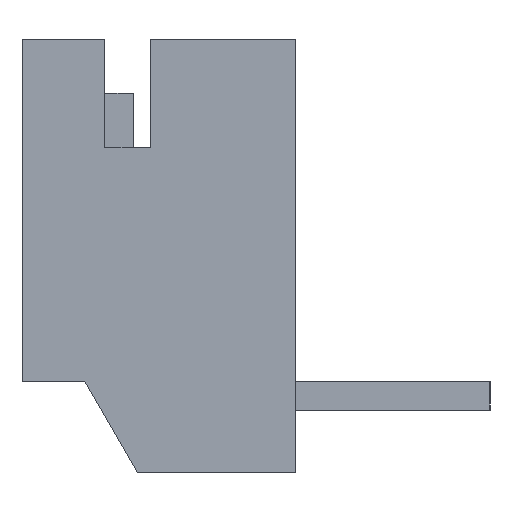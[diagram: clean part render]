
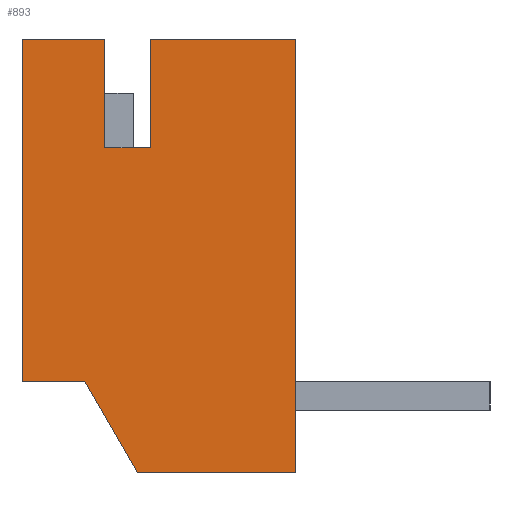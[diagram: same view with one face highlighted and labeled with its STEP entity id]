
A CAD part, left-side view. The second image highlights one B-rep face of the part: STEP entity #893.
In plain terms, the highlighted planar face has unit normal (-1, 0, 0).
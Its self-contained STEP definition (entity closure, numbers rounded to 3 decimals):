
#885 = VERTEX_POINT ( 'NONE', #4366 ) ;
#889 = ORIENTED_EDGE ( 'NONE', *, *, #6481, .T. ) ;
#890 = ORIENTED_EDGE ( 'NONE', *, *, #1200, .T. ) ;
#893 = ADVANCED_FACE ( 'NONE', ( #4355 ), #4350, .T. ) ;
#896 = EDGE_LOOP ( 'NONE', ( #1496, #1497, #1196, #1197, #889, #890, #905, #1486, #1488, #1489 ) ) ;
#905 = ORIENTED_EDGE ( 'NONE', *, *, #906, .T. ) ;
#906 = EDGE_CURVE ( 'NONE', #885, #907, #4374, .T. ) ;
#907 = VERTEX_POINT ( 'NONE', #4379 ) ;
#1051 = EDGE_CURVE ( 'NONE', #1070, #6871, #4539, .T. ) ;
#1070 = VERTEX_POINT ( 'NONE', #4654 ) ;
#1072 = EDGE_CURVE ( 'NONE', #6458, #1070, #4688, .T. ) ;
#1196 = ORIENTED_EDGE ( 'NONE', *, *, #6870, .T. ) ;
#1197 = ORIENTED_EDGE ( 'NONE', *, *, #6916, .T. ) ;
#1200 = EDGE_CURVE ( 'NONE', #6483, #885, #4914, .T. ) ;
#1486 = ORIENTED_EDGE ( 'NONE', *, *, #1487, .T. ) ;
#1487 = EDGE_CURVE ( 'NONE', #907, #6448, #5533, .T. ) ;
#1488 = ORIENTED_EDGE ( 'NONE', *, *, #6504, .T. ) ;
#1489 = ORIENTED_EDGE ( 'NONE', *, *, #6471, .T. ) ;
#1496 = ORIENTED_EDGE ( 'NONE', *, *, #1072, .T. ) ;
#1497 = ORIENTED_EDGE ( 'NONE', *, *, #1051, .T. ) ;
#3730 = CARTESIAN_POINT ( 'NONE',  ( -38.7, -3.45, 19.15 ) ) ;
#3731 = LINE ( 'NONE', #3730, #3735 ) ;
#3733 = CARTESIAN_POINT ( 'NONE',  ( -38.7, -3.45, 22.95 ) ) ;
#3734 = DIRECTION ( 'NONE',  ( 0., 0., -1. ) ) ;
#3735 = VECTOR ( 'NONE', #3734, 1000. ) ;
#3803 = CARTESIAN_POINT ( 'NONE',  ( -38.7, -3.45, 21.05 ) ) ;
#3849 = CARTESIAN_POINT ( 'NONE',  ( -38.7, -3.6, 21.05 ) ) ;
#3850 = LINE ( 'NONE', #3849, #3945 ) ;
#3944 = DIRECTION ( 'NONE',  ( 0., 1., 0. ) ) ;
#3945 = VECTOR ( 'NONE', #3944, 1000. ) ;
#4346 = DIRECTION ( 'NONE',  ( 0., -1., 0. ) ) ;
#4347 = DIRECTION ( 'NONE',  ( -1., 0., 0. ) ) ;
#4348 = CARTESIAN_POINT ( 'NONE',  ( -38.7, -1.2, 15.35 ) ) ;
#4349 = AXIS2_PLACEMENT_3D ( 'NONE', #4348, #4347, #4346 ) ;
#4350 = PLANE ( 'NONE',  #4349 ) ;
#4355 = FACE_OUTER_BOUND ( 'NONE', #896, .T. ) ;
#4366 = CARTESIAN_POINT ( 'NONE',  ( -38.7, -1.2, 22.95 ) ) ;
#4371 = DIRECTION ( 'NONE',  ( 0., 0., -1. ) ) ;
#4372 = VECTOR ( 'NONE', #4371, 1000. ) ;
#4373 = CARTESIAN_POINT ( 'NONE',  ( -38.7, -1.2, 19.95 ) ) ;
#4374 = LINE ( 'NONE', #4373, #4372 ) ;
#4379 = CARTESIAN_POINT ( 'NONE',  ( -38.7, -1.2, 16.95 ) ) ;
#4538 = CARTESIAN_POINT ( 'NONE',  ( -38.7, -3.6, 22.95 ) ) ;
#4539 = LINE ( 'NONE', #4538, #4604 ) ;
#4603 = DIRECTION ( 'NONE',  ( 0., 1., 0. ) ) ;
#4604 = VECTOR ( 'NONE', #4603, 1000. ) ;
#4654 = CARTESIAN_POINT ( 'NONE',  ( -38.7, -6., 22.95 ) ) ;
#4685 = DIRECTION ( 'NONE',  ( 0., 0., 1. ) ) ;
#4686 = VECTOR ( 'NONE', #4685, 1000. ) ;
#4687 = CARTESIAN_POINT ( 'NONE',  ( -38.7, -6., 19.15 ) ) ;
#4688 = LINE ( 'NONE', #4687, #4686 ) ;
#4911 = DIRECTION ( 'NONE',  ( 0., 1., 0. ) ) ;
#4912 = VECTOR ( 'NONE', #4911, 1000. ) ;
#4913 = CARTESIAN_POINT ( 'NONE',  ( -38.7, -3.6, 22.95 ) ) ;
#4914 = LINE ( 'NONE', #4913, #4912 ) ;
#5380 = DIRECTION ( 'NONE',  ( 0., -1., 0. ) ) ;
#5381 = VECTOR ( 'NONE', #5380, 1000. ) ;
#5382 = CARTESIAN_POINT ( 'NONE',  ( -38.7, -3.6, 16.95 ) ) ;
#5533 = LINE ( 'NONE', #5382, #5381 ) ;
#6059 = CARTESIAN_POINT ( 'NONE',  ( -38.7, -6., 15.35 ) ) ;
#6101 = CARTESIAN_POINT ( 'NONE',  ( -38.7, -2.3, 16.95 ) ) ;
#6129 = DIRECTION ( 'NONE',  ( 0., -1., 0. ) ) ;
#6130 = VECTOR ( 'NONE', #6129, 1000. ) ;
#6131 = CARTESIAN_POINT ( 'NONE',  ( -38.7, -3.6, 15.35 ) ) ;
#6132 = LINE ( 'NONE', #6131, #6130 ) ;
#6135 = CARTESIAN_POINT ( 'NONE',  ( -38.7, -2.65, 21.05 ) ) ;
#6136 = DIRECTION ( 'NONE',  ( 0., 0., 1. ) ) ;
#6137 = VECTOR ( 'NONE', #6136, 1000. ) ;
#6138 = CARTESIAN_POINT ( 'NONE',  ( -38.7, -2.65, 19.15 ) ) ;
#6139 = LINE ( 'NONE', #6138, #6137 ) ;
#6172 = CARTESIAN_POINT ( 'NONE',  ( -38.7, -3.224, 15.35 ) ) ;
#6331 = DIRECTION ( 'NONE',  ( 0., -0.5, -0.866 ) ) ;
#6332 = VECTOR ( 'NONE', #6331, 1000. ) ;
#6333 = CARTESIAN_POINT ( 'NONE',  ( -38.7, -2.3, 16.95 ) ) ;
#6334 = LINE ( 'NONE', #6333, #6332 ) ;
#6362 = CARTESIAN_POINT ( 'NONE',  ( -38.7, -2.65, 22.95 ) ) ;
#6448 = VERTEX_POINT ( 'NONE', #6101 ) ;
#6458 = VERTEX_POINT ( 'NONE', #6059 ) ;
#6471 = EDGE_CURVE ( 'NONE', #6557, #6458, #6132, .T. ) ;
#6481 = EDGE_CURVE ( 'NONE', #6482, #6483, #6139, .T. ) ;
#6482 = VERTEX_POINT ( 'NONE', #6135 ) ;
#6483 = VERTEX_POINT ( 'NONE', #6362 ) ;
#6504 = EDGE_CURVE ( 'NONE', #6448, #6557, #6334, .T. ) ;
#6557 = VERTEX_POINT ( 'NONE', #6172 ) ;
#6870 = EDGE_CURVE ( 'NONE', #6871, #6904, #3731, .T. ) ;
#6871 = VERTEX_POINT ( 'NONE', #3733 ) ;
#6904 = VERTEX_POINT ( 'NONE', #3803 ) ;
#6916 = EDGE_CURVE ( 'NONE', #6904, #6482, #3850, .T. ) ;
